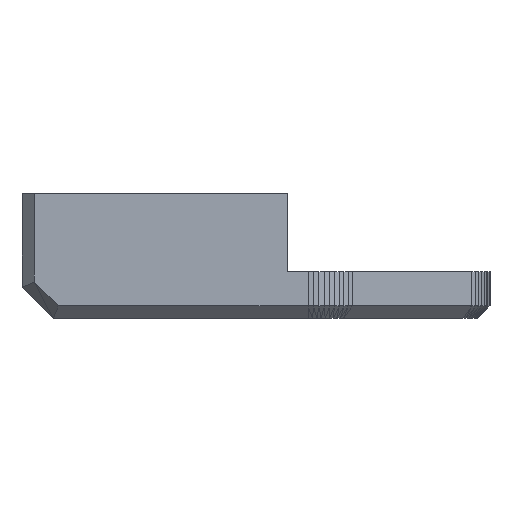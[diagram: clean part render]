
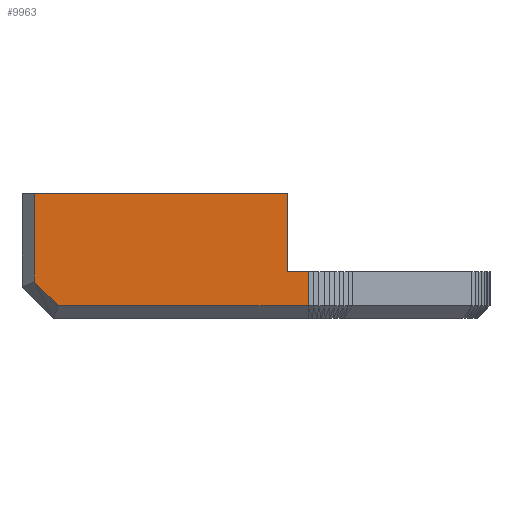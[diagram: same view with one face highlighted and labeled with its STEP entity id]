
A CAD part, front view. The second image highlights one B-rep face of the part: STEP entity #9963.
In plain terms, the highlighted planar face has unit normal (0, -1, 0).
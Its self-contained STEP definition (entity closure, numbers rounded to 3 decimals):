
#1743 = VERTEX_POINT('',#1744);
#1744 = CARTESIAN_POINT('',(142.9,137.5,4.));
#1750 = EDGE_CURVE('',#1743,#1751,#1753,.T.);
#1751 = VERTEX_POINT('',#1752);
#1752 = CARTESIAN_POINT('',(151.,137.5,4.));
#1753 = LINE('',#1754,#1755);
#1754 = CARTESIAN_POINT('',(142.9,137.5,4.));
#1755 = VECTOR('',#1756,1.);
#1756 = DIRECTION('',(1.,0.,0.));
#2178 = VERTEX_POINT('',#2179);
#2179 = CARTESIAN_POINT('',(151.,137.5,1.5));
#2185 = EDGE_CURVE('',#2178,#2186,#2188,.T.);
#2186 = VERTEX_POINT('',#2187);
#2187 = CARTESIAN_POINT('',(151.672,137.5,1.5));
#2188 = LINE('',#2189,#2190);
#2189 = CARTESIAN_POINT('',(151.,137.5,1.5));
#2190 = VECTOR('',#2191,1.);
#2191 = DIRECTION('',(1.,0.,0.));
#2599 = EDGE_CURVE('',#1751,#2178,#2600,.T.);
#2600 = LINE('',#2601,#2602);
#2601 = CARTESIAN_POINT('',(151.,137.5,4.));
#2602 = VECTOR('',#2603,1.);
#2603 = DIRECTION('',(0.,0.,-1.));
#4243 = VERTEX_POINT('',#4244);
#4244 = CARTESIAN_POINT('',(151.672,137.5,0.4));
#7969 = VERTEX_POINT('',#7970);
#7970 = CARTESIAN_POINT('',(142.9,137.5,1.166));
#7991 = VERTEX_POINT('',#7992);
#7992 = CARTESIAN_POINT('',(143.666,137.5,0.4));
#7998 = EDGE_CURVE('',#7991,#7969,#7999,.T.);
#7999 = LINE('',#8000,#8001);
#8000 = CARTESIAN_POINT('',(143.666,137.5,0.4));
#8001 = VECTOR('',#8002,1.);
#8002 = DIRECTION('',(-0.707,0.,0.707));
#9814 = EDGE_CURVE('',#7969,#1743,#9815,.T.);
#9815 = LINE('',#9816,#9817);
#9816 = CARTESIAN_POINT('',(142.9,137.5,1.166));
#9817 = VECTOR('',#9818,1.);
#9818 = DIRECTION('',(0.,0.,1.));
#9833 = EDGE_CURVE('',#4243,#7991,#9834,.T.);
#9834 = LINE('',#9835,#9836);
#9835 = CARTESIAN_POINT('',(151.672,137.5,0.4));
#9836 = VECTOR('',#9837,1.);
#9837 = DIRECTION('',(-1.,0.,0.));
#9951 = EDGE_CURVE('',#2186,#4243,#9952,.T.);
#9952 = LINE('',#9953,#9954);
#9953 = CARTESIAN_POINT('',(151.672,137.5,1.5));
#9954 = VECTOR('',#9955,1.);
#9955 = DIRECTION('',(0.,0.,-1.));
#9963 = ADVANCED_FACE('',(#9964),#9973,.T.);
#9964 = FACE_BOUND('',#9965,.T.);
#9965 = EDGE_LOOP('',(#9966,#9967,#9968,#9969,#9970,#9971,#9972));
#9966 = ORIENTED_EDGE('',*,*,#9814,.F.);
#9967 = ORIENTED_EDGE('',*,*,#7998,.F.);
#9968 = ORIENTED_EDGE('',*,*,#9833,.F.);
#9969 = ORIENTED_EDGE('',*,*,#9951,.F.);
#9970 = ORIENTED_EDGE('',*,*,#2185,.F.);
#9971 = ORIENTED_EDGE('',*,*,#2599,.F.);
#9972 = ORIENTED_EDGE('',*,*,#1750,.F.);
#9973 = PLANE('',#9974);
#9974 = AXIS2_PLACEMENT_3D('',#9975,#9976,#9977);
#9975 = CARTESIAN_POINT('',(147.303,137.5,2.169));
#9976 = DIRECTION('',(-0.,-1.,-0.));
#9977 = DIRECTION('',(0.,0.,-1.));
